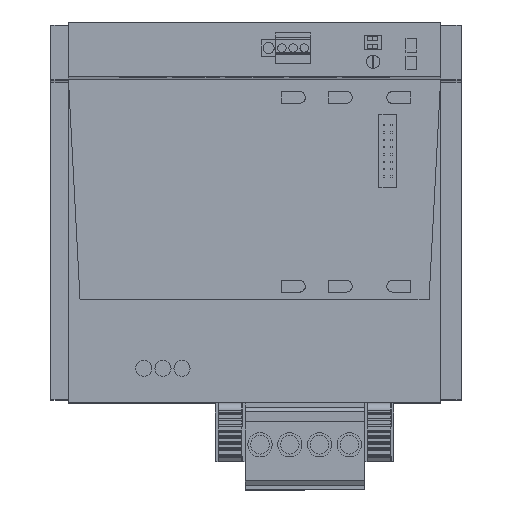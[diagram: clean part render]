
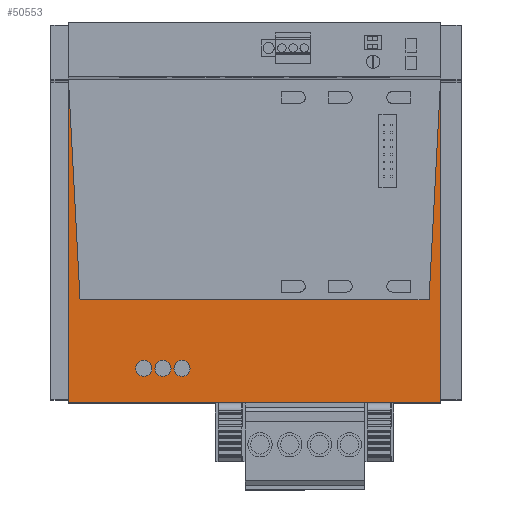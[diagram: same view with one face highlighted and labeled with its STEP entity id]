
A CAD part, top view. The second image highlights one B-rep face of the part: STEP entity #50553.
In plain terms, the highlighted planar face has unit normal (0, 0, 1).
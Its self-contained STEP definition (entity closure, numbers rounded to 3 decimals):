
#42914=AXIS2_PLACEMENT_3D('Circle Axis2P3D',#42912,#42913,$) ;
#42941=AXIS2_PLACEMENT_3D('Circle Axis2P3D',#42939,#42940,$) ;
#42973=AXIS2_PLACEMENT_3D('Circle Axis2P3D',#42971,#42972,$) ;
#43000=AXIS2_PLACEMENT_3D('Circle Axis2P3D',#42998,#42999,$) ;
#43032=AXIS2_PLACEMENT_3D('Circle Axis2P3D',#43030,#43031,$) ;
#43059=AXIS2_PLACEMENT_3D('Circle Axis2P3D',#43057,#43058,$) ;
#50526=AXIS2_PLACEMENT_3D('Plane Axis2P3D',#50523,#50524,#50525) ;
#4647=CARTESIAN_POINT('Vertex',(133.,140.191,135.45)) ;
#4650=CARTESIAN_POINT('Line Origine',(133.,84.946,135.45)) ;
#4654=CARTESIAN_POINT('Vertex',(133.,29.7,135.45)) ;
#6393=CARTESIAN_POINT('Vertex',(6.,140.191,135.45)) ;
#6458=CARTESIAN_POINT('Vertex',(6.,29.7,135.45)) ;
#6462=CARTESIAN_POINT('Control Point',(6.,140.191,135.45)) ;
#6463=CARTESIAN_POINT('Control Point',(6.,29.7,135.45)) ;
#17939=CARTESIAN_POINT('Line Origine',(69.5,29.7,135.45)) ;
#21596=CARTESIAN_POINT('Vertex',(129.052,64.854,135.45)) ;
#21599=CARTESIAN_POINT('Line Origine',(131.026,102.523,135.45)) ;
#26761=CARTESIAN_POINT('Vertex',(9.948,64.854,135.45)) ;
#26764=CARTESIAN_POINT('Line Origine',(7.974,102.523,135.45)) ;
#42907=CARTESIAN_POINT('Vertex',(34.5,41.45,135.45)) ;
#42912=CARTESIAN_POINT('Axis2P3D Location',(31.75,41.45,135.45)) ;
#42916=CARTESIAN_POINT('Vertex',(29.,41.45,135.45)) ;
#42939=CARTESIAN_POINT('Axis2P3D Location',(31.75,41.45,135.45)) ;
#42966=CARTESIAN_POINT('Vertex',(41.,41.45,135.45)) ;
#42971=CARTESIAN_POINT('Axis2P3D Location',(38.25,41.45,135.45)) ;
#42975=CARTESIAN_POINT('Vertex',(35.5,41.45,135.45)) ;
#42998=CARTESIAN_POINT('Axis2P3D Location',(38.25,41.45,135.45)) ;
#43025=CARTESIAN_POINT('Vertex',(42.,41.45,135.45)) ;
#43030=CARTESIAN_POINT('Axis2P3D Location',(44.75,41.45,135.45)) ;
#43034=CARTESIAN_POINT('Vertex',(47.5,41.45,135.45)) ;
#43057=CARTESIAN_POINT('Axis2P3D Location',(44.75,41.45,135.45)) ;
#50523=CARTESIAN_POINT('Axis2P3D Location',(76.935,94.7,135.45)) ;
#50528=CARTESIAN_POINT('Line Origine',(69.5,64.854,135.45)) ;
#4651=DIRECTION('Vector Direction',(0.,-1.,0.)) ;
#17940=DIRECTION('Vector Direction',(1.,0.,0.)) ;
#21600=DIRECTION('Vector Direction',(-0.052,-0.999,0.)) ;
#26765=DIRECTION('Vector Direction',(-0.052,0.999,0.)) ;
#42913=DIRECTION('Axis2P3D Direction',(0.,0.,1.)) ;
#42940=DIRECTION('Axis2P3D Direction',(0.,0.,1.)) ;
#42972=DIRECTION('Axis2P3D Direction',(0.,0.,1.)) ;
#42999=DIRECTION('Axis2P3D Direction',(0.,0.,1.)) ;
#43031=DIRECTION('Axis2P3D Direction',(0.,0.,1.)) ;
#43058=DIRECTION('Axis2P3D Direction',(0.,0.,1.)) ;
#50524=DIRECTION('Axis2P3D Direction',(0.,0.,1.)) ;
#50525=DIRECTION('Axis2P3D XDirection',(1.,0.,0.)) ;
#50529=DIRECTION('Vector Direction',(1.,0.,0.)) ;
#4652=VECTOR('Line Direction',#4651,1.) ;
#17941=VECTOR('Line Direction',#17940,1.) ;
#21601=VECTOR('Line Direction',#21600,1.) ;
#26766=VECTOR('Line Direction',#26765,1.) ;
#50530=VECTOR('Line Direction',#50529,1.) ;
#50534=ORIENTED_EDGE('',*,*,#50532,.F.) ;
#50535=ORIENTED_EDGE('',*,*,#26768,.T.) ;
#50536=ORIENTED_EDGE('',*,*,#6464,.F.) ;
#50537=ORIENTED_EDGE('',*,*,#17943,.T.) ;
#50538=ORIENTED_EDGE('',*,*,#4656,.F.) ;
#50539=ORIENTED_EDGE('',*,*,#21603,.T.) ;
#50542=ORIENTED_EDGE('',*,*,#43061,.F.) ;
#50543=ORIENTED_EDGE('',*,*,#43036,.F.) ;
#50546=ORIENTED_EDGE('',*,*,#42918,.F.) ;
#50547=ORIENTED_EDGE('',*,*,#42943,.F.) ;
#50550=ORIENTED_EDGE('',*,*,#42977,.F.) ;
#50551=ORIENTED_EDGE('',*,*,#43002,.F.) ;
#50544=FACE_BOUND('',#50541,.T.) ;
#50548=FACE_BOUND('',#50545,.T.) ;
#50552=FACE_BOUND('',#50549,.T.) ;
#50553=ADVANCED_FACE('STROMVERSORGUNG',(#50540,#50544,#50548,#50552),#50527,.T.) ;
#6461=B_SPLINE_CURVE_WITH_KNOTS('',1,(#6462,#6463),.UNSPECIFIED.,.F.,.U.,(2,2),(0.,110.491),.UNSPECIFIED.) ;
#42915=CIRCLE('generated circle',#42914,2.75) ;
#42942=CIRCLE('generated circle',#42941,2.75) ;
#42974=CIRCLE('generated circle',#42973,2.75) ;
#43001=CIRCLE('generated circle',#43000,2.75) ;
#43033=CIRCLE('generated circle',#43032,2.75) ;
#43060=CIRCLE('generated circle',#43059,2.75) ;
#4656=EDGE_CURVE('',#4648,#4655,#4653,.T.) ;
#6464=EDGE_CURVE('',#6459,#6394,#6461,.F.) ;
#17943=EDGE_CURVE('',#6459,#4655,#17942,.T.) ;
#21603=EDGE_CURVE('',#4648,#21597,#21602,.T.) ;
#26768=EDGE_CURVE('',#26762,#6394,#26767,.T.) ;
#42918=EDGE_CURVE('',#42908,#42917,#42915,.T.) ;
#42943=EDGE_CURVE('',#42917,#42908,#42942,.T.) ;
#42977=EDGE_CURVE('',#42967,#42976,#42974,.T.) ;
#43002=EDGE_CURVE('',#42976,#42967,#43001,.T.) ;
#43036=EDGE_CURVE('',#43026,#43035,#43033,.T.) ;
#43061=EDGE_CURVE('',#43035,#43026,#43060,.T.) ;
#50532=EDGE_CURVE('',#26762,#21597,#50531,.T.) ;
#50533=EDGE_LOOP('',(#50534,#50535,#50536,#50537,#50538,#50539)) ;
#50541=EDGE_LOOP('',(#50542,#50543)) ;
#50545=EDGE_LOOP('',(#50546,#50547)) ;
#50549=EDGE_LOOP('',(#50550,#50551)) ;
#50540=FACE_OUTER_BOUND('',#50533,.T.) ;
#4653=LINE('Line',#4650,#4652) ;
#17942=LINE('Line',#17939,#17941) ;
#21602=LINE('Line',#21599,#21601) ;
#26767=LINE('Line',#26764,#26766) ;
#50531=LINE('Line',#50528,#50530) ;
#50527=PLANE('',#50526) ;
#4648=VERTEX_POINT('',#4647) ;
#4655=VERTEX_POINT('',#4654) ;
#6394=VERTEX_POINT('',#6393) ;
#6459=VERTEX_POINT('',#6458) ;
#21597=VERTEX_POINT('',#21596) ;
#26762=VERTEX_POINT('',#26761) ;
#42908=VERTEX_POINT('',#42907) ;
#42917=VERTEX_POINT('',#42916) ;
#42967=VERTEX_POINT('',#42966) ;
#42976=VERTEX_POINT('',#42975) ;
#43026=VERTEX_POINT('',#43025) ;
#43035=VERTEX_POINT('',#43034) ;
